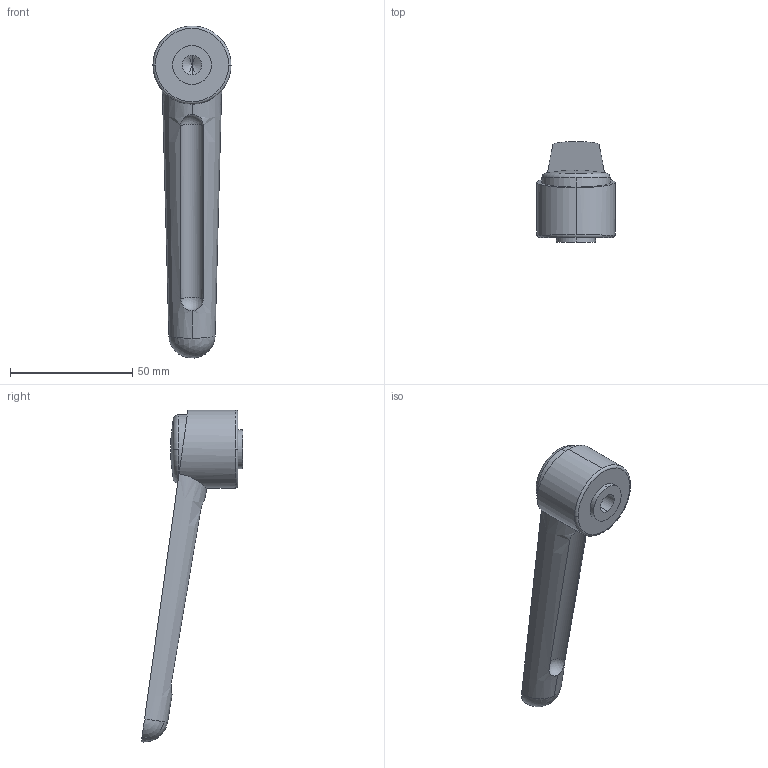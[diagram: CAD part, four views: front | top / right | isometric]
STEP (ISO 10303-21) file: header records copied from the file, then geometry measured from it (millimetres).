
FILE_DESCRIPTION(('STEP AP214'),'1');
FILE_NAME('HALDERN_EH_24441_0350.stp','2020-02-28T09:42:03',('TraceParts'),('TraceParts S.A.'),'Spatial InterOp 3D',' ',' ');
FILE_SCHEMA(('AUTOMOTIVE_DESIGN { 1 0 10303 214 1 1 1 1 }'));
Length unit declared in the file: millimetre
Products named in the file (1): HALDERN_EH_24441_0350
Bounding box: 32 x 41.5 x 136.02 mm (x, y, z)
Volume: 36643.7 mm3; surface area: 10933.4 mm2
Topology: 1 solids, 1 shells, 39 faces, 95 edges, 60 vertices
Faces by surface type: plane 12, cylinder 11, cone 8, torus 4, sphere 4
Entity records: 1629 total; most frequent: CARTESIAN_POINT 392, DIRECTION 202, ORIENTED_EDGE 182, EDGE_CURVE 91, AXIS2_PLACEMENT_3D 85, VERTEX_POINT 60, EDGE_LOOP 45, CIRCLE 41
